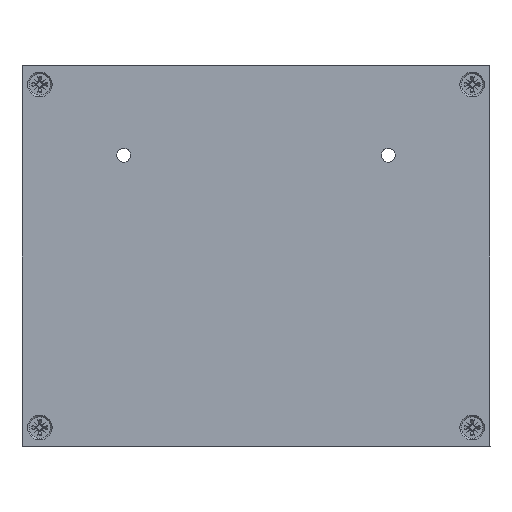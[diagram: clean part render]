
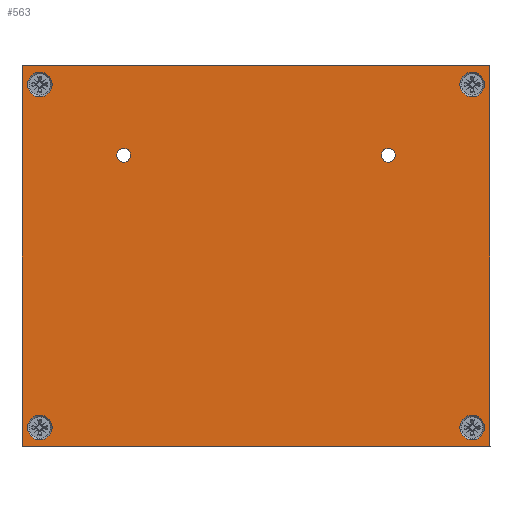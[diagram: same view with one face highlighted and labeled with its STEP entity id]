
A CAD part, front view. The second image highlights one B-rep face of the part: STEP entity #563.
In plain terms, the highlighted planar face has unit normal (0, -1, 0).
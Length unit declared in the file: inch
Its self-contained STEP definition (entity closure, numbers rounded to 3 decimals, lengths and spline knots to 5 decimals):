
#25 = CIRCLE ( 'NONE', #16403, 0.1378 ) ;
#402 = ORIENTED_EDGE ( 'NONE', *, *, #43207, .T. ) ;
#563 = ADVANCED_FACE ( 'NONE', ( #46247, #5643, #5395, #20032, #27847, #5905, #42804 ), #14411, .T. ) ;
#644 = LINE ( 'NONE', #8284, #33072 ) ;
#827 = VECTOR ( 'NONE', #39638, 39.37008 ) ;
#1466 = VERTEX_POINT ( 'NONE', #32003 ) ;
#1713 = CARTESIAN_POINT ( 'NONE',  ( -1.02759, -0.31353, 4.24606 ) ) ;
#1742 = CIRCLE ( 'NONE', #35296, 0.07799 ) ;
#2363 = EDGE_CURVE ( 'NONE', #9304, #9304, #16015, .T. ) ;
#3142 = VERTEX_POINT ( 'NONE', #35676 ) ;
#3314 = CARTESIAN_POINT ( 'NONE',  ( 4.19241, -0.31353, 4.24606 ) ) ;
#3474 = LINE ( 'NONE', #18366, #827 ) ;
#3563 = VECTOR ( 'NONE', #9568, 39.37008 ) ;
#3573 = DIRECTION ( 'NONE',  ( 0., 1., 0. ) ) ;
#4351 = CARTESIAN_POINT ( 'NONE',  ( 3.99391, -0.31353, 0.21 ) ) ;
#5000 = VERTEX_POINT ( 'NONE', #35039 ) ;
#5395 = FACE_BOUND ( 'NONE', #17876, .T. ) ;
#5643 = FACE_BOUND ( 'NONE', #15203, .T. ) ;
#5738 = VERTEX_POINT ( 'NONE', #3314 ) ;
#5905 = FACE_BOUND ( 'NONE', #9650, .T. ) ;
#6587 = EDGE_CURVE ( 'NONE', #3142, #3142, #1742, .T. ) ;
#7605 = ORIENTED_EDGE ( 'NONE', *, *, #45853, .T. ) ;
#7671 = CIRCLE ( 'NONE', #42814, 0.1378 ) ;
#8030 = DIRECTION ( 'NONE',  ( 0., 0., 1. ) ) ;
#8268 = DIRECTION ( 'NONE',  ( 1., 0., 0. ) ) ;
#8284 = CARTESIAN_POINT ( 'NONE',  ( 4.19241, -0.31353, 0. ) ) ;
#8360 = ORIENTED_EDGE ( 'NONE', *, *, #36242, .T. ) ;
#9304 = VERTEX_POINT ( 'NONE', #38378 ) ;
#9568 = DIRECTION ( 'NONE',  ( 1., 0., 0. ) ) ;
#9650 = EDGE_LOOP ( 'NONE', ( #402 ) ) ;
#9871 = AXIS2_PLACEMENT_3D ( 'NONE', #12397, #45429, #38048 ) ;
#10104 = ORIENTED_EDGE ( 'NONE', *, *, #21529, .T. ) ;
#10327 = EDGE_LOOP ( 'NONE', ( #44115 ) ) ;
#12397 = CARTESIAN_POINT ( 'NONE',  ( -0.82908, -0.31353, 0.21 ) ) ;
#13685 = LINE ( 'NONE', #43037, #3563 ) ;
#14319 = CARTESIAN_POINT ( 'NONE',  ( 3.05879, -0.31353, 3.24606 ) ) ;
#14411 = PLANE ( 'NONE',  #33714 ) ;
#14941 = VERTEX_POINT ( 'NONE', #44579 ) ;
#15145 = CARTESIAN_POINT ( 'NONE',  ( 0.18403, -0.31353, 3.24606 ) ) ;
#15203 = EDGE_LOOP ( 'NONE', ( #19031 ) ) ;
#15745 = CARTESIAN_POINT ( 'NONE',  ( 0.10603, -0.31353, 3.24606 ) ) ;
#16015 = CIRCLE ( 'NONE', #9871, 0.1378 ) ;
#16119 = ORIENTED_EDGE ( 'NONE', *, *, #2363, .T. ) ;
#16403 = AXIS2_PLACEMENT_3D ( 'NONE', #47390, #25309, #36352 ) ;
#16487 = VERTEX_POINT ( 'NONE', #15145 ) ;
#16675 = EDGE_CURVE ( 'NONE', #46786, #14941, #13685, .T. ) ;
#16727 = ORIENTED_EDGE ( 'NONE', *, *, #24502, .T. ) ;
#17876 = EDGE_LOOP ( 'NONE', ( #16119 ) ) ;
#18026 = AXIS2_PLACEMENT_3D ( 'NONE', #15745, #30675, #45657 ) ;
#18049 = DIRECTION ( 'NONE',  ( 0., 0., -1. ) ) ;
#18366 = CARTESIAN_POINT ( 'NONE',  ( -1.02759, -0.31353, 0. ) ) ;
#19031 = ORIENTED_EDGE ( 'NONE', *, *, #22525, .T. ) ;
#20032 = FACE_BOUND ( 'NONE', #34627, .T. ) ;
#21529 = EDGE_CURVE ( 'NONE', #31738, #46786, #3474, .T. ) ;
#21652 = CARTESIAN_POINT ( 'NONE',  ( -1.02759, -0.31353, 0. ) ) ;
#22525 = EDGE_CURVE ( 'NONE', #5000, #5000, #23620, .T. ) ;
#22752 = VECTOR ( 'NONE', #34132, 39.37008 ) ;
#23620 = CIRCLE ( 'NONE', #28352, 0.1378 ) ;
#24502 = EDGE_CURVE ( 'NONE', #27691, #27691, #7671, .T. ) ;
#25309 = DIRECTION ( 'NONE',  ( 0., 1., 0. ) ) ;
#27691 = VERTEX_POINT ( 'NONE', #32067 ) ;
#27847 = FACE_BOUND ( 'NONE', #10327, .T. ) ;
#28352 = AXIS2_PLACEMENT_3D ( 'NONE', #46913, #39760, #46683 ) ;
#30675 = DIRECTION ( 'NONE',  ( 0., 1., 0. ) ) ;
#30723 = DIRECTION ( 'NONE',  ( 0., 1., 0. ) ) ;
#31738 = VERTEX_POINT ( 'NONE', #1713 ) ;
#32003 = CARTESIAN_POINT ( 'NONE',  ( 4.1317, -0.31353, 4.03606 ) ) ;
#32067 = CARTESIAN_POINT ( 'NONE',  ( 4.1317, -0.31353, 0.21 ) ) ;
#33072 = VECTOR ( 'NONE', #8030, 39.37008 ) ;
#33714 = AXIS2_PLACEMENT_3D ( 'NONE', #48175, #36640, #18049 ) ;
#34018 = ORIENTED_EDGE ( 'NONE', *, *, #34615, .T. ) ;
#34132 = DIRECTION ( 'NONE',  ( -1., 0., 0. ) ) ;
#34440 = CIRCLE ( 'NONE', #18026, 0.07799 ) ;
#34615 = EDGE_CURVE ( 'NONE', #1466, #1466, #25, .T. ) ;
#34627 = EDGE_LOOP ( 'NONE', ( #16727 ) ) ;
#35039 = CARTESIAN_POINT ( 'NONE',  ( -0.69129, -0.31353, 4.03606 ) ) ;
#35296 = AXIS2_PLACEMENT_3D ( 'NONE', #14319, #3573, #44937 ) ;
#35676 = CARTESIAN_POINT ( 'NONE',  ( 3.13678, -0.31353, 3.24606 ) ) ;
#36242 = EDGE_CURVE ( 'NONE', #5738, #31738, #45912, .T. ) ;
#36352 = DIRECTION ( 'NONE',  ( 1., 0., 0. ) ) ;
#36640 = DIRECTION ( 'NONE',  ( 0., -1., 0. ) ) ;
#38048 = DIRECTION ( 'NONE',  ( 1., 0., 0. ) ) ;
#38054 = CARTESIAN_POINT ( 'NONE',  ( 4.19241, -0.31353, 4.24606 ) ) ;
#38378 = CARTESIAN_POINT ( 'NONE',  ( -0.69129, -0.31353, 0.21 ) ) ;
#39638 = DIRECTION ( 'NONE',  ( 0., 0., -1. ) ) ;
#39760 = DIRECTION ( 'NONE',  ( 0., 1., 0. ) ) ;
#41089 = EDGE_LOOP ( 'NONE', ( #34018 ) ) ;
#42804 = FACE_OUTER_BOUND ( 'NONE', #46448, .T. ) ;
#42814 = AXIS2_PLACEMENT_3D ( 'NONE', #4351, #30723, #8268 ) ;
#43037 = CARTESIAN_POINT ( 'NONE',  ( 4.19241, -0.31353, 0. ) ) ;
#43207 = EDGE_CURVE ( 'NONE', #16487, #16487, #34440, .T. ) ;
#44115 = ORIENTED_EDGE ( 'NONE', *, *, #6587, .T. ) ;
#44579 = CARTESIAN_POINT ( 'NONE',  ( 4.19241, -0.31353, 0. ) ) ;
#44937 = DIRECTION ( 'NONE',  ( 1., 0., 0. ) ) ;
#45429 = DIRECTION ( 'NONE',  ( 0., 1., 0. ) ) ;
#45657 = DIRECTION ( 'NONE',  ( 1., 0., 0. ) ) ;
#45853 = EDGE_CURVE ( 'NONE', #14941, #5738, #644, .T. ) ;
#45912 = LINE ( 'NONE', #38054, #22752 ) ;
#46247 = FACE_BOUND ( 'NONE', #41089, .T. ) ;
#46448 = EDGE_LOOP ( 'NONE', ( #7605, #8360, #10104, #47242 ) ) ;
#46683 = DIRECTION ( 'NONE',  ( 1., 0., 0. ) ) ;
#46786 = VERTEX_POINT ( 'NONE', #21652 ) ;
#46913 = CARTESIAN_POINT ( 'NONE',  ( -0.82908, -0.31353, 4.03606 ) ) ;
#47242 = ORIENTED_EDGE ( 'NONE', *, *, #16675, .T. ) ;
#47390 = CARTESIAN_POINT ( 'NONE',  ( 3.99391, -0.31353, 4.03606 ) ) ;
#48175 = CARTESIAN_POINT ( 'NONE',  ( 4.19241, -0.31353, 0. ) ) ;
